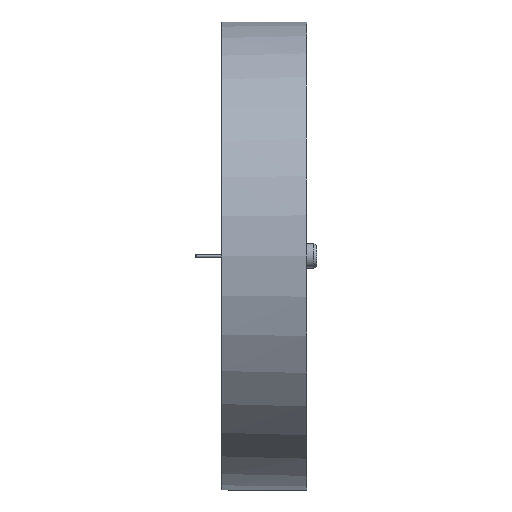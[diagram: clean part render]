
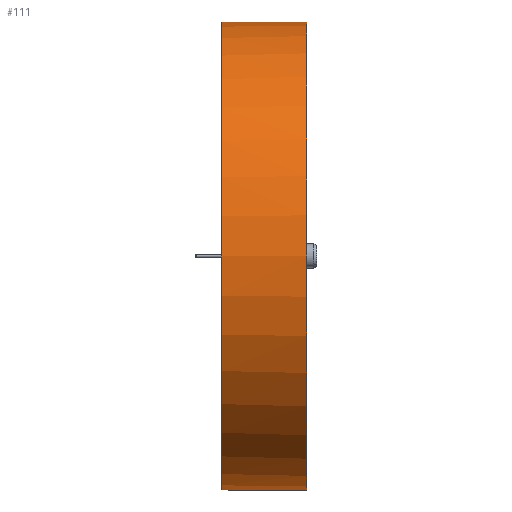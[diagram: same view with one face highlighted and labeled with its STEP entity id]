
A CAD part, left-side view. The second image highlights one B-rep face of the part: STEP entity #111.
In plain terms, the highlighted cylindrical face has radius 34.95 mm (diameter 69.9 mm), a partial arc.
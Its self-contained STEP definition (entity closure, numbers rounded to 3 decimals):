
#20 = B_SPLINE_CURVE_WITH_KNOTS ( 'NONE', 3,
 ( #780, #45, #1569, #2104, #2283, #1526, #2110, #83, #376, #1920 ),
 .UNSPECIFIED., .F., .F.,
 ( 4, 2, 2, 2, 4 ),
 ( 0., 0., 0.001, 0.001, 0.002 ),
 .UNSPECIFIED. ) ;
#45 = CARTESIAN_POINT ( 'NONE',  ( -1., -0.132, 34.936 ) ) ;
#83 = CARTESIAN_POINT ( 'NONE',  ( -0.262, -0.974, 34.949 ) ) ;
#84 = EDGE_CURVE ( 'NONE', #826, #1923, #20, .T. ) ;
#100 = VERTEX_POINT ( 'NONE', #354 ) ;
#111 = ADVANCED_FACE ( 'NONE', ( #1062 ), #2097, .T. ) ;
#174 = CIRCLE ( 'NONE', #1900, 34.95 ) ;
#231 = DIRECTION ( 'NONE',  ( 0., 0., 1. ) ) ;
#354 = CARTESIAN_POINT ( 'NONE',  ( 0., -1., -34.95 ) ) ;
#376 = CARTESIAN_POINT ( 'NONE',  ( -0.13, -1., 34.95 ) ) ;
#387 = EDGE_CURVE ( 'NONE', #2266, #666, #174, .T. ) ;
#436 = ORIENTED_EDGE ( 'NONE', *, *, #1675, .T. ) ;
#520 = CARTESIAN_POINT ( 'NONE',  ( 0., -12.7, -34.95 ) ) ;
#595 = DIRECTION ( 'NONE',  ( 0., 1., 0. ) ) ;
#597 = DIRECTION ( 'NONE',  ( 0., 1., 0. ) ) ;
#617 = DIRECTION ( 'NONE',  ( 0., 0., 1. ) ) ;
#665 = CARTESIAN_POINT ( 'NONE',  ( -0.974, -0.262, -34.936 ) ) ;
#666 = VERTEX_POINT ( 'NONE', #1188 ) ;
#751 = AXIS2_PLACEMENT_3D ( 'NONE', #2215, #2035, #231 ) ;
#780 = CARTESIAN_POINT ( 'NONE',  ( -1., 0., 34.936 ) ) ;
#795 = CARTESIAN_POINT ( 'NONE',  ( 0., -12.7, 34.95 ) ) ;
#826 = VERTEX_POINT ( 'NONE', #839 ) ;
#839 = CARTESIAN_POINT ( 'NONE',  ( -1., 0., 34.936 ) ) ;
#864 = CARTESIAN_POINT ( 'NONE',  ( -0.799, -0.615, -34.941 ) ) ;
#927 = CARTESIAN_POINT ( 'NONE',  ( 0., -1., 34.95 ) ) ;
#1056 = EDGE_CURVE ( 'NONE', #2266, #100, #2143, .T. ) ;
#1061 = EDGE_CURVE ( 'NONE', #1706, #826, #1880, .T. ) ;
#1062 = FACE_OUTER_BOUND ( 'NONE', #1156, .T. ) ;
#1064 = CARTESIAN_POINT ( 'NONE',  ( -0.503, -0.874, -34.947 ) ) ;
#1078 = DIRECTION ( 'NONE',  ( 0., 1., 0. ) ) ;
#1141 = DIRECTION ( 'NONE',  ( 0., 1., 0. ) ) ;
#1156 = EDGE_LOOP ( 'NONE', ( #1671, #1609, #1431, #2535, #1434, #436 ) ) ;
#1188 = CARTESIAN_POINT ( 'NONE',  ( 0., -12.7, 34.95 ) ) ;
#1192 = CARTESIAN_POINT ( 'NONE',  ( 0., -12.7, 0. ) ) ;
#1246 = CARTESIAN_POINT ( 'NONE',  ( -1., 0., -34.936 ) ) ;
#1256 = CARTESIAN_POINT ( 'NONE',  ( -0.13, -1., -34.95 ) ) ;
#1429 = CARTESIAN_POINT ( 'NONE',  ( 0., -12.7, 0. ) ) ;
#1431 = ORIENTED_EDGE ( 'NONE', *, *, #2171, .T. ) ;
#1434 = ORIENTED_EDGE ( 'NONE', *, *, #1061, .F. ) ;
#1526 = CARTESIAN_POINT ( 'NONE',  ( -0.615, -0.8, 34.945 ) ) ;
#1569 = CARTESIAN_POINT ( 'NONE',  ( -0.974, -0.262, 34.936 ) ) ;
#1609 = ORIENTED_EDGE ( 'NONE', *, *, #387, .T. ) ;
#1650 = VECTOR ( 'NONE', #595, 1000. ) ;
#1671 = ORIENTED_EDGE ( 'NONE', *, *, #1056, .F. ) ;
#1675 = EDGE_CURVE ( 'NONE', #1706, #100, #2207, .T. ) ;
#1706 = VERTEX_POINT ( 'NONE', #2377 ) ;
#1717 = LINE ( 'NONE', #795, #1650 ) ;
#1804 = CARTESIAN_POINT ( 'NONE',  ( -1., -0.132, -34.936 ) ) ;
#1880 = CIRCLE ( 'NONE', #751, 34.95 ) ;
#1900 = AXIS2_PLACEMENT_3D ( 'NONE', #1429, #1078, #2034 ) ;
#1920 = CARTESIAN_POINT ( 'NONE',  ( 0., -1., 34.95 ) ) ;
#1923 = VERTEX_POINT ( 'NONE', #927 ) ;
#1985 = CARTESIAN_POINT ( 'NONE',  ( -0.874, -0.504, -34.939 ) ) ;
#2034 = DIRECTION ( 'NONE',  ( 0., 0., 1. ) ) ;
#2035 = DIRECTION ( 'NONE',  ( 0., 1., 0. ) ) ;
#2086 = VECTOR ( 'NONE', #1141, 1000. ) ;
#2097 = CYLINDRICAL_SURFACE ( 'NONE', #2385, 34.95 ) ;
#2104 = CARTESIAN_POINT ( 'NONE',  ( -0.874, -0.504, 34.939 ) ) ;
#2110 = CARTESIAN_POINT ( 'NONE',  ( -0.503, -0.874, 34.947 ) ) ;
#2143 = LINE ( 'NONE', #520, #2086 ) ;
#2171 = EDGE_CURVE ( 'NONE', #666, #1923, #1717, .T. ) ;
#2183 = CARTESIAN_POINT ( 'NONE',  ( -0.615, -0.8, -34.945 ) ) ;
#2207 = B_SPLINE_CURVE_WITH_KNOTS ( 'NONE', 3,
 ( #1246, #1804, #665, #1985, #864, #2183, #1064, #2368, #1256, #2540 ),
 .UNSPECIFIED., .F., .F.,
 ( 4, 2, 2, 2, 4 ),
 ( 0., 0., 0.001, 0.001, 0.002 ),
 .UNSPECIFIED. ) ;
#2215 = CARTESIAN_POINT ( 'NONE',  ( 0., 0., 0. ) ) ;
#2266 = VERTEX_POINT ( 'NONE', #2331 ) ;
#2283 = CARTESIAN_POINT ( 'NONE',  ( -0.799, -0.615, 34.941 ) ) ;
#2331 = CARTESIAN_POINT ( 'NONE',  ( 0., -12.7, -34.95 ) ) ;
#2368 = CARTESIAN_POINT ( 'NONE',  ( -0.262, -0.974, -34.949 ) ) ;
#2377 = CARTESIAN_POINT ( 'NONE',  ( -1., 0., -34.936 ) ) ;
#2385 = AXIS2_PLACEMENT_3D ( 'NONE', #1192, #597, #617 ) ;
#2535 = ORIENTED_EDGE ( 'NONE', *, *, #84, .F. ) ;
#2540 = CARTESIAN_POINT ( 'NONE',  ( 0., -1., -34.95 ) ) ;
